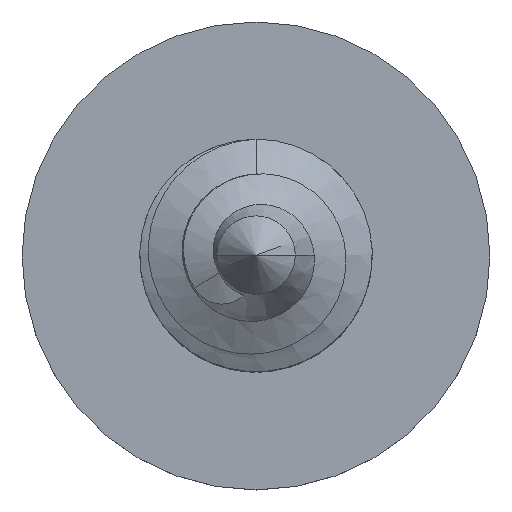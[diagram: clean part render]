
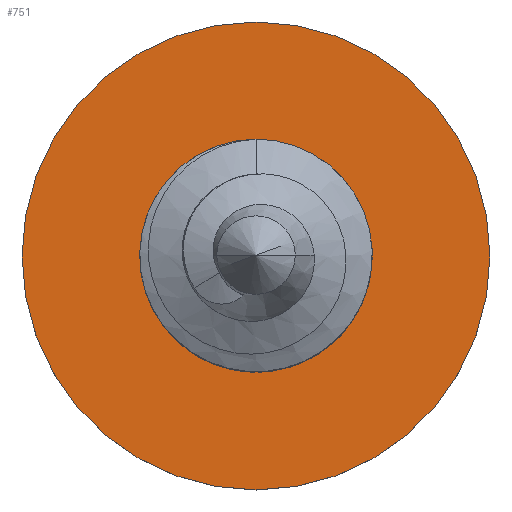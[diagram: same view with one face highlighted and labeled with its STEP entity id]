
A CAD part, top view. The second image highlights one B-rep face of the part: STEP entity #751.
In plain terms, the highlighted planar face has unit normal (0, 0, 1).
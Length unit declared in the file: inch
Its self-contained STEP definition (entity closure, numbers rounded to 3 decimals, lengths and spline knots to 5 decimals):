
#73 = DIRECTION ( 'NONE',  ( 1., 0., 0. ) ) ;
#74 = DIRECTION ( 'NONE',  ( 0., 0., 1. ) ) ;
#85 = AXIS2_PLACEMENT_3D ( 'NONE', #130, #74, #73 ) ;
#96 = CIRCLE ( 'NONE', #85, 0.082 ) ;
#130 = CARTESIAN_POINT ( 'NONE',  ( 0., 0., -0.25564 ) ) ;
#657 = VERTEX_POINT ( 'NONE', #2999 ) ;
#658 = VERTEX_POINT ( 'NONE', #2979 ) ;
#661 = EDGE_LOOP ( 'NONE', ( #752, #826 ) ) ;
#662 = EDGE_CURVE ( 'NONE', #657, #728, #3003, .T. ) ;
#664 = ORIENTED_EDGE ( 'NONE', *, *, #726, .F. ) ;
#666 = ORIENTED_EDGE ( 'NONE', *, *, #827, .F. ) ;
#669 = ORIENTED_EDGE ( 'NONE', *, *, #662, .F. ) ;
#726 = EDGE_CURVE ( 'NONE', #728, #734, #2938, .T. ) ;
#728 = VERTEX_POINT ( 'NONE', #2986 ) ;
#734 = VERTEX_POINT ( 'NONE', #2939 ) ;
#738 = VERTEX_POINT ( 'NONE', #2933 ) ;
#746 = EDGE_CURVE ( 'NONE', #658, #738, #2922, .T. ) ;
#751 = ADVANCED_FACE ( 'NONE', ( #2765, #2811 ), #3103, .F. ) ;
#752 = ORIENTED_EDGE ( 'NONE', *, *, #1401, .F. ) ;
#826 = ORIENTED_EDGE ( 'NONE', *, *, #746, .F. ) ;
#827 = EDGE_CURVE ( 'NONE', #734, #657, #96, .T. ) ;
#829 = EDGE_LOOP ( 'NONE', ( #666, #664, #669 ) ) ;
#1401 = EDGE_CURVE ( 'NONE', #738, #658, #1513, .T. ) ;
#1423 = AXIS2_PLACEMENT_3D ( 'NONE', #1424, #1427, #1428 ) ;
#1424 = CARTESIAN_POINT ( 'NONE',  ( 0., 0., -0.25564 ) ) ;
#1427 = DIRECTION ( 'NONE',  ( 0., 0., -1. ) ) ;
#1428 = DIRECTION ( 'NONE',  ( -1., 0., 0. ) ) ;
#1513 = CIRCLE ( 'NONE', #1423, 0.165 ) ;
#2232 = DIRECTION ( 'NONE',  ( -1., 0., 0. ) ) ;
#2765 = FACE_OUTER_BOUND ( 'NONE', #661, .T. ) ;
#2811 = FACE_BOUND ( 'NONE', #829, .T. ) ;
#2907 = AXIS2_PLACEMENT_3D ( 'NONE', #2941, #2940, #2232 ) ;
#2922 = CIRCLE ( 'NONE', #2907, 0.165 ) ;
#2933 = CARTESIAN_POINT ( 'NONE',  ( 0.165, 0., -0.25564 ) ) ;
#2936 = CARTESIAN_POINT ( 'NONE',  ( 0., 0., -0.25564 ) ) ;
#2938 = CIRCLE ( 'NONE', #3010, 0.082 ) ;
#2939 = CARTESIAN_POINT ( 'NONE',  ( -0.04855, -0.06608, -0.25564 ) ) ;
#2940 = DIRECTION ( 'NONE',  ( 0., 0., -1. ) ) ;
#2941 = CARTESIAN_POINT ( 'NONE',  ( 0., 0., -0.25564 ) ) ;
#2949 = CARTESIAN_POINT ( 'NONE',  ( 0., 0., -0.25564 ) ) ;
#2979 = CARTESIAN_POINT ( 'NONE',  ( -0.165, 0., -0.25564 ) ) ;
#2983 = DIRECTION ( 'NONE',  ( 1., 0., 0. ) ) ;
#2984 = DIRECTION ( 'NONE',  ( 0., 0., 1. ) ) ;
#2986 = CARTESIAN_POINT ( 'NONE',  ( -0.082, 0., -0.25564 ) ) ;
#2999 = CARTESIAN_POINT ( 'NONE',  ( 0.082, 0., -0.25564 ) ) ;
#3000 = DIRECTION ( 'NONE',  ( 1., 0., 0. ) ) ;
#3001 = DIRECTION ( 'NONE',  ( 0., 0., 1. ) ) ;
#3002 = AXIS2_PLACEMENT_3D ( 'NONE', #2949, #3001, #3000 ) ;
#3003 = CIRCLE ( 'NONE', #3002, 0.082 ) ;
#3010 = AXIS2_PLACEMENT_3D ( 'NONE', #2936, #2984, #2983 ) ;
#3103 = PLANE ( 'NONE',  #3107 ) ;
#3106 = CARTESIAN_POINT ( 'NONE',  ( 0., 0., -0.25564 ) ) ;
#3107 = AXIS2_PLACEMENT_3D ( 'NONE', #3106, #3109, #3108 ) ;
#3108 = DIRECTION ( 'NONE',  ( -1., 0., 0. ) ) ;
#3109 = DIRECTION ( 'NONE',  ( 0., 0., -1. ) ) ;
